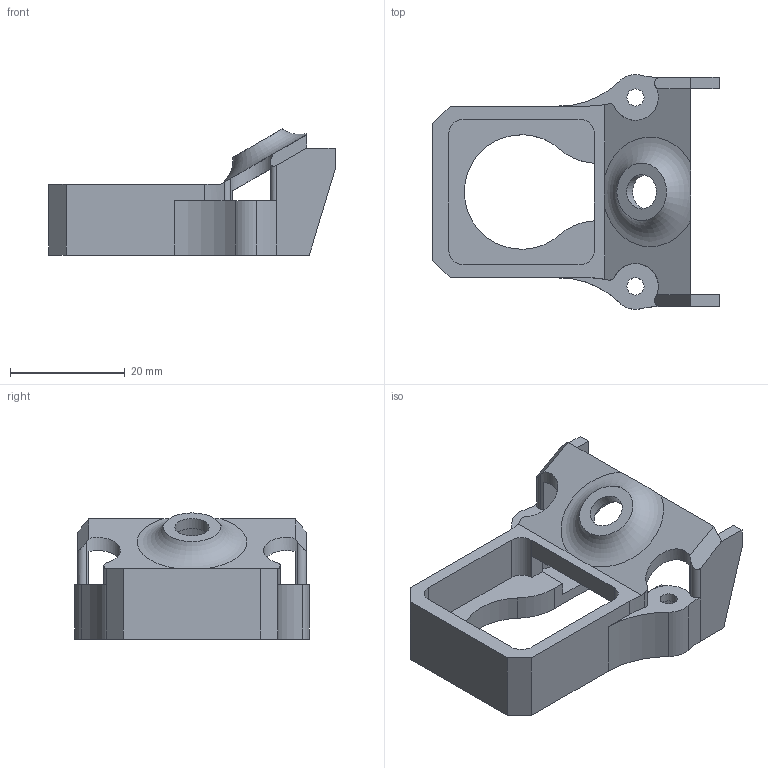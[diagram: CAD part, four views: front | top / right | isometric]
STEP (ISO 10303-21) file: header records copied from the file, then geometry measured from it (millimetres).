
FILE_DESCRIPTION(/* description */ (''),/* implementation_level */ '2;1');
FILE_NAME(/* name */ 'M10_25mm_SMA.step',/* time_stamp */ '2023-05-24T10:58:42+08:00',/* author */ (''),/* organization */ (''),/* preprocessor_version */ 'ST-DEVELOPER v19.2',/* originating_system */ 'Autodesk Translation Framework v12.4.0.73',/* authorisation */ '');
FILE_SCHEMA (('AUTOMOTIVE_DESIGN { 1 0 10303 214 3 1 1 }'));
Length unit declared in the file: millimetre
Products named in the file (1): M10_25mm_SMA
Bounding box: 50 x 40.98 x 22.03 mm (x, y, z)
Volume: 7520.7 mm3; surface area: 7027.7 mm2
Topology: 1 solids, 1 shells, 76 faces, 218 edges, 142 vertices
Faces by surface type: plane 46, cylinder 29, torus 1
Full cylindrical faces by diameter (mm): 3 x2, 5 x2, 6 x1, 10 x1
Entity records: 2570 total; most frequent: CARTESIAN_POINT 461, DIRECTION 441, ORIENTED_EDGE 436, EDGE_CURVE 218, AXIS2_PLACEMENT_3D 148, LINE 145, VECTOR 145, VERTEX_POINT 142
